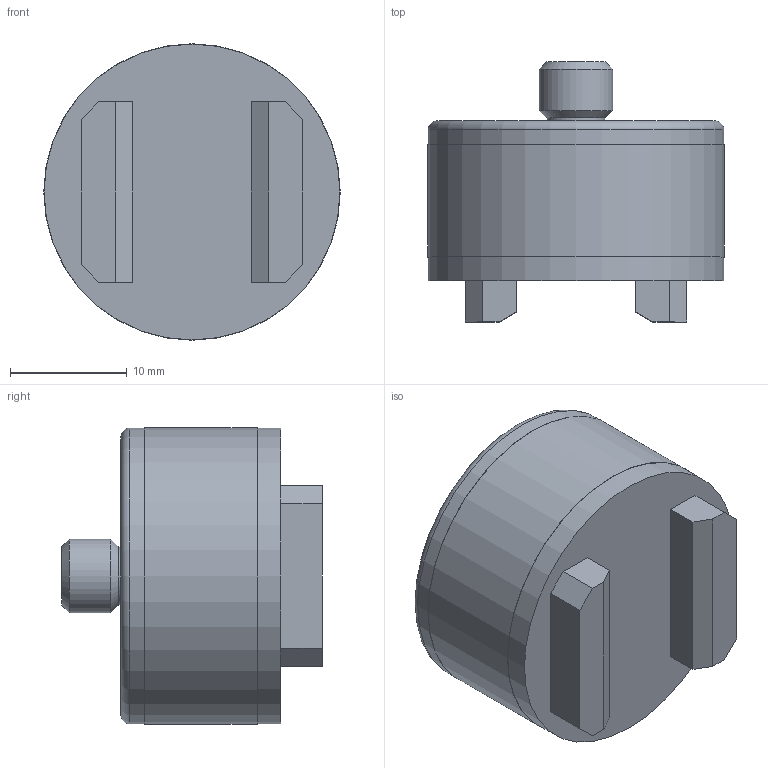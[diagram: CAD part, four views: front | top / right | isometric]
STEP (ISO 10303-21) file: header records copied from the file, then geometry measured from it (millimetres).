
FILE_DESCRIPTION(/* description */ (''),/* implementation_level */ '2;1');
FILE_NAME(/* name */ 'MH112-1A.stp',/* time_stamp */ '2017-05-05T17:08:10-04:00',/* author */ ('aneininger'),/* organization */ ('CONNECTION TECHNOLOGY CENTER'),/* preprocessor_version */ 'ST-DEVELOPER v16.5',/* originating_system */ 'Autodesk Inventor 2017',/* authorisation */ '');
FILE_SCHEMA (('AUTOMOTIVE_DESIGN { 1 0 10303 214 3 1 1 }'));
Length unit declared in the file: inch
Products named in the file (1): Part10
Bounding box: 25.45 x 22.35 x 25.45 mm (x, y, z)
Volume: 7562.1 mm3; surface area: 2448.4 mm2
Topology: 1 solids, 2 shells, 32 faces, 68 edges, 45 vertices
Faces by surface type: plane 23, cylinder 5, cone 3, torus 1
Full cylindrical faces by diameter (mm): 4.953 x1, 6.35 x1, 25.4 x2, 25.451 x1
Entity records: 876 total; most frequent: DIRECTION 136, CARTESIAN_POINT 131, ORIENTED_EDGE 112, EDGE_CURVE 56, AXIS2_PLACEMENT_3D 47, EDGE_LOOP 46, LINE 42, VECTOR 42
